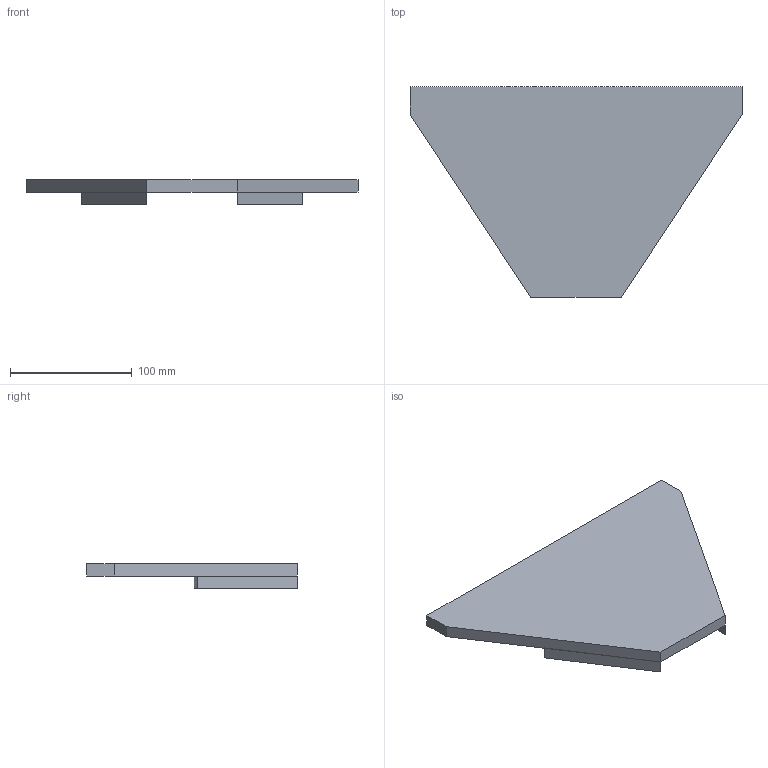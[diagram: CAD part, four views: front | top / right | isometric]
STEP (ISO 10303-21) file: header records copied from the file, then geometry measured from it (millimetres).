
FILE_DESCRIPTION(('HOOPS Exchange Step'),'2;1');
FILE_NAME('delete.step','2019-02-19T19:13:24+00:00',('SYSTEM'),('Unknown organisation'),'HOOPS Exchange 10.0','HOOPS Exchange','Unknown authorisation');
FILE_SCHEMA( ('AP203_CONFIGURATION_CONTROLLED_3D_DESIGN_OF_MECHANICAL_PARTS_AND_ASSEMBLIES_MIM_LF') );
Length unit declared in the file: millimetre
Products named in the file (2): Default; delete
Assembly tree (1 placements, depth 2):
  delete
    Default
Bounding box: 273.24 x 173.08 x 20 mm (x, y, z)
Volume: 365200 mm3; surface area: 76844.3 mm2
Topology: 1 solids, 1 shells, 16 faces, 44 edges, 26 vertices
Faces by surface type: plane 16
Entity records: 479 total; most frequent: CARTESIAN_POINT 77, DIRECTION 74, ORIENTED_EDGE 72, VECTOR 36, LINE 36, EDGE_CURVE 36, VERTEX_POINT 22, AXIS2_PLACEMENT_3D 19
